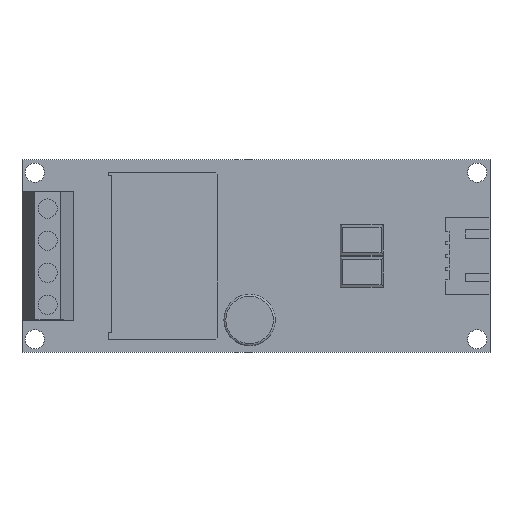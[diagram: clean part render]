
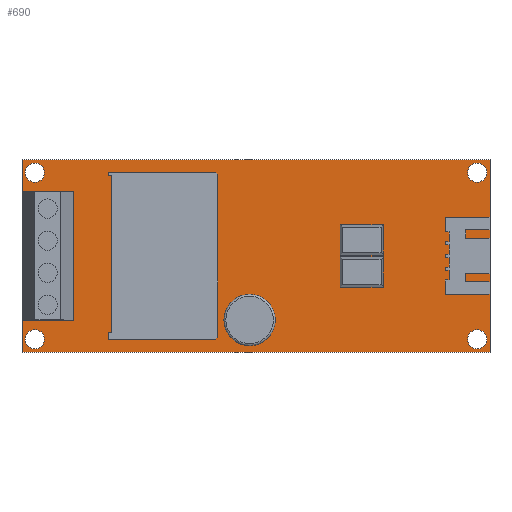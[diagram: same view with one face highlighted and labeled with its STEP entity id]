
A CAD part, top view. The second image highlights one B-rep face of the part: STEP entity #690.
In plain terms, the highlighted planar face has unit normal (0, 0, 1).
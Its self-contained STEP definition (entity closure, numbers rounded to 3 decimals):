
#441 = VERTEX_POINT('',#442);
#442 = CARTESIAN_POINT('',(34.096,11.958,3.));
#448 = EDGE_CURVE('',#441,#441,#449,.T.);
#449 = CIRCLE('',#450,1.5);
#450 = AXIS2_PLACEMENT_3D('',#451,#452,#453);
#451 = CARTESIAN_POINT('',(34.096,13.458,3.));
#452 = DIRECTION('',(0.,0.,-1.));
#453 = DIRECTION('',(0.,1.,0.));
#474 = VERTEX_POINT('',#475);
#475 = CARTESIAN_POINT('',(-34.905,11.958,3.));
#481 = EDGE_CURVE('',#474,#474,#482,.T.);
#482 = CIRCLE('',#483,1.5);
#483 = AXIS2_PLACEMENT_3D('',#484,#485,#486);
#484 = CARTESIAN_POINT('',(-34.905,13.458,3.));
#485 = DIRECTION('',(0.,0.,-1.));
#486 = DIRECTION('',(0.,1.,0.));
#507 = VERTEX_POINT('',#508);
#508 = CARTESIAN_POINT('',(-34.905,-14.042,3.));
#514 = EDGE_CURVE('',#507,#507,#515,.T.);
#515 = CIRCLE('',#516,1.5);
#516 = AXIS2_PLACEMENT_3D('',#517,#518,#519);
#517 = CARTESIAN_POINT('',(-34.905,-12.542,3.));
#518 = DIRECTION('',(0.,0.,-1.));
#519 = DIRECTION('',(0.,1.,0.));
#540 = VERTEX_POINT('',#541);
#541 = CARTESIAN_POINT('',(34.096,-14.042,3.));
#547 = EDGE_CURVE('',#540,#540,#548,.T.);
#548 = CIRCLE('',#549,1.5);
#549 = AXIS2_PLACEMENT_3D('',#550,#551,#552);
#550 = CARTESIAN_POINT('',(34.096,-12.542,3.));
#551 = DIRECTION('',(0.,0.,-1.));
#552 = DIRECTION('',(0.,1.,0.));
#570 = EDGE_CURVE('',#571,#573,#575,.T.);
#571 = VERTEX_POINT('',#572);
#572 = CARTESIAN_POINT('',(36.096,15.458,3.));
#573 = VERTEX_POINT('',#574);
#574 = CARTESIAN_POINT('',(-36.905,15.458,3.));
#575 = LINE('',#576,#577);
#576 = CARTESIAN_POINT('',(36.096,15.458,3.));
#577 = VECTOR('',#578,1.);
#578 = DIRECTION('',(-1.,0.,0.));
#610 = EDGE_CURVE('',#573,#611,#613,.T.);
#611 = VERTEX_POINT('',#612);
#612 = CARTESIAN_POINT('',(-36.905,-14.542,3.));
#613 = LINE('',#614,#615);
#614 = CARTESIAN_POINT('',(-36.905,15.458,3.));
#615 = VECTOR('',#616,1.);
#616 = DIRECTION('',(0.,-1.,0.));
#641 = EDGE_CURVE('',#611,#642,#644,.T.);
#642 = VERTEX_POINT('',#643);
#643 = CARTESIAN_POINT('',(36.096,-14.542,3.));
#644 = LINE('',#645,#646);
#645 = CARTESIAN_POINT('',(-36.905,-14.542,3.));
#646 = VECTOR('',#647,1.);
#647 = DIRECTION('',(1.,0.,0.));
#672 = EDGE_CURVE('',#642,#571,#673,.T.);
#673 = LINE('',#674,#675);
#674 = CARTESIAN_POINT('',(36.096,-14.542,3.));
#675 = VECTOR('',#676,1.);
#676 = DIRECTION('',(0.,1.,0.));
#690 = ADVANCED_FACE('',(#691,#697,#700,#703,#706),#709,.F.);
#691 = FACE_BOUND('',#692,.T.);
#692 = EDGE_LOOP('',(#693,#694,#695,#696));
#693 = ORIENTED_EDGE('',*,*,#672,.T.);
#694 = ORIENTED_EDGE('',*,*,#570,.T.);
#695 = ORIENTED_EDGE('',*,*,#610,.T.);
#696 = ORIENTED_EDGE('',*,*,#641,.T.);
#697 = FACE_BOUND('',#698,.T.);
#698 = EDGE_LOOP('',(#699));
#699 = ORIENTED_EDGE('',*,*,#448,.T.);
#700 = FACE_BOUND('',#701,.T.);
#701 = EDGE_LOOP('',(#702));
#702 = ORIENTED_EDGE('',*,*,#481,.T.);
#703 = FACE_BOUND('',#704,.T.);
#704 = EDGE_LOOP('',(#705));
#705 = ORIENTED_EDGE('',*,*,#514,.T.);
#706 = FACE_BOUND('',#707,.T.);
#707 = EDGE_LOOP('',(#708));
#708 = ORIENTED_EDGE('',*,*,#547,.T.);
#709 = PLANE('',#710);
#710 = AXIS2_PLACEMENT_3D('',#711,#712,#713);
#711 = CARTESIAN_POINT('',(-0.405,0.458,3.));
#712 = DIRECTION('',(0.,0.,-1.));
#713 = DIRECTION('',(1.,0.,0.));
